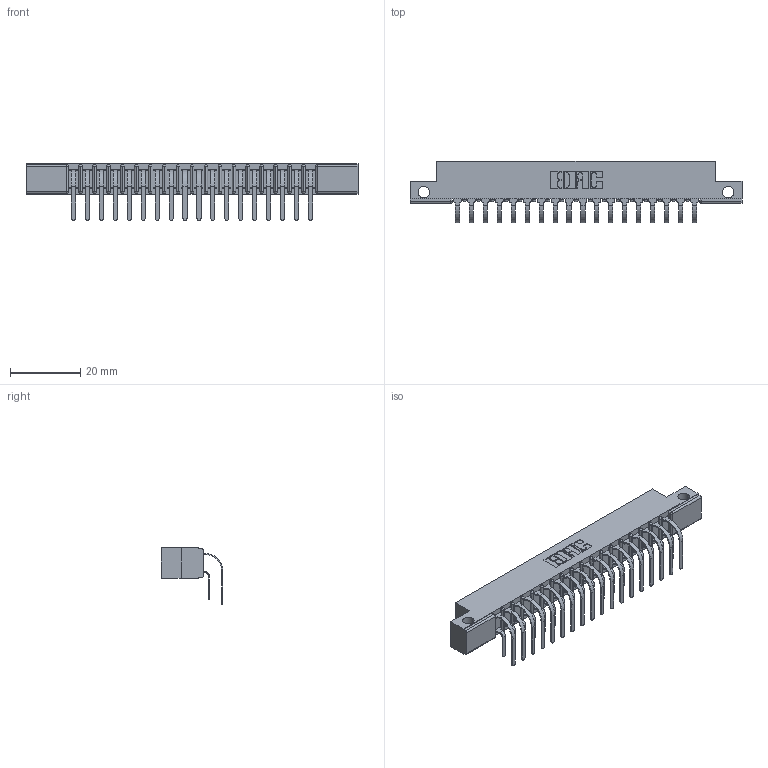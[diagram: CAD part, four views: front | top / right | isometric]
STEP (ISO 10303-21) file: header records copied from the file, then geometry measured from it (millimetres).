
FILE_DESCRIPTION (( 'STEP AP203' ), '1' );
FILE_NAME ('307-036-559-212.STEP', '2022-07-08T16:18:40', ( '' ), ( '' ), 'SwSTEP 2.0', 'SolidWorks 2020', '' );
FILE_SCHEMA (( 'CONFIG_CONTROL_DESIGN' ));
Length unit declared in the file: inch
Products named in the file (4): 307-036-559-212; 307 Part_.128 Dia Side Mounting Holes; 307-290-001_558 559 - 1 (Single); 307-290-001_559 - 2 (Single)
Assembly tree (37 placements, depth 2):
  307-036-559-212
    307 Part_.128 Dia Side Mounting Holes
    307-290-001_558 559 - 1 (Single)  x18
    307-290-001_559 - 2 (Single)  x18
Bounding box: 94.34 x 17.51 x 16.08 mm (x, y, z)
Volume: 6230.5 mm3; surface area: 11410.9 mm2
Topology: 37 solids, 37 shells, 1937 faces, 5435 edges, 3522 vertices
Faces by surface type: plane 1258, cylinder 641, sphere 38
Entity records: 20415 total; most frequent: CARTESIAN_POINT 3348, ORIENTED_EDGE 3314, DIRECTION 3289, EDGE_CURVE 1657, LINE 1259, VECTOR 1259, VERTEX_POINT 1074, AXIS2_PLACEMENT_3D 1015
